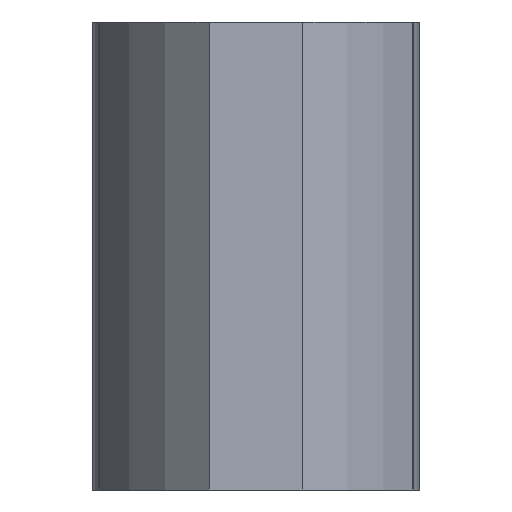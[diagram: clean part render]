
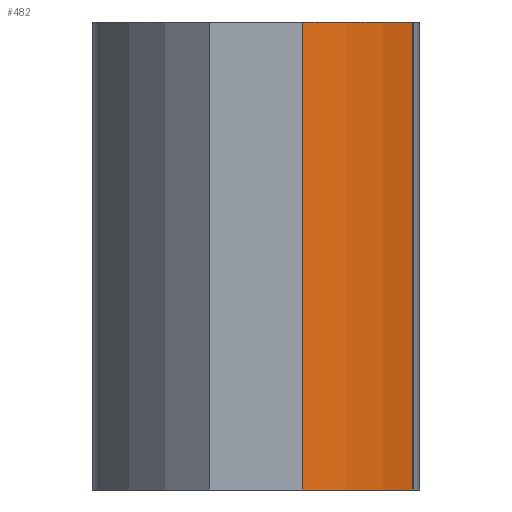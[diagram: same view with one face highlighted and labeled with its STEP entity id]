
A CAD part, front view. The second image highlights one B-rep face of the part: STEP entity #482.
In plain terms, the highlighted cylindrical face has radius 15 mm (diameter 30 mm), a partial arc.
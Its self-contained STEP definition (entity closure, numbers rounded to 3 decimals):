
#76 = CIRCLE ( 'NONE', #838, 15. ) ;
#80 = CARTESIAN_POINT ( 'NONE',  ( 6.686, -25.213, 0. ) ) ;
#82 = VERTEX_POINT ( 'NONE', #607 ) ;
#112 = ORIENTED_EDGE ( 'NONE', *, *, #180, .T. ) ;
#124 = ORIENTED_EDGE ( 'NONE', *, *, #287, .T. ) ;
#132 = EDGE_CURVE ( 'NONE', #827, #1194, #334, .T. ) ;
#150 = DIRECTION ( 'NONE',  ( 1., 0., 0. ) ) ;
#180 = EDGE_CURVE ( 'NONE', #1194, #82, #191, .T. ) ;
#191 = LINE ( 'NONE', #866, #1255 ) ;
#193 = CARTESIAN_POINT ( 'NONE',  ( -6.879, -18.81, 0. ) ) ;
#260 = DIRECTION ( 'NONE',  ( 0., 0., -1. ) ) ;
#287 = EDGE_CURVE ( 'NONE', #82, #394, #76, .T. ) ;
#313 = CARTESIAN_POINT ( 'NONE',  ( 2., -30.9, 0. ) ) ;
#334 = CIRCLE ( 'NONE', #468, 15. ) ;
#388 = FACE_OUTER_BOUND ( 'NONE', #810, .T. ) ;
#394 = VERTEX_POINT ( 'NONE', #883 ) ;
#416 = EDGE_CURVE ( 'NONE', #827, #394, #1080, .T. ) ;
#446 = CARTESIAN_POINT ( 'NONE',  ( -6.879, -18.81, -20. ) ) ;
#449 = DIRECTION ( 'NONE',  ( 0., 0., -1. ) ) ;
#468 = AXIS2_PLACEMENT_3D ( 'NONE', #1268, #449, #556 ) ;
#476 = ORIENTED_EDGE ( 'NONE', *, *, #132, .T. ) ;
#478 = ORIENTED_EDGE ( 'NONE', *, *, #416, .F. ) ;
#482 = ADVANCED_FACE ( 'NONE', ( #388 ), #885, .T. ) ;
#525 = CARTESIAN_POINT ( 'NONE',  ( 6.686, -25.213, 0. ) ) ;
#556 = DIRECTION ( 'NONE',  ( 1., 0., 0. ) ) ;
#607 = CARTESIAN_POINT ( 'NONE',  ( 2., -30.9, -20. ) ) ;
#748 = DIRECTION ( 'NONE',  ( 0., 0., 1. ) ) ;
#803 = VECTOR ( 'NONE', #1171, 1000. ) ;
#810 = EDGE_LOOP ( 'NONE', ( #124, #478, #476, #112 ) ) ;
#827 = VERTEX_POINT ( 'NONE', #525 ) ;
#838 = AXIS2_PLACEMENT_3D ( 'NONE', #446, #748, #150 ) ;
#866 = CARTESIAN_POINT ( 'NONE',  ( 2., -30.9, 0. ) ) ;
#883 = CARTESIAN_POINT ( 'NONE',  ( 6.686, -25.213, -20. ) ) ;
#885 = CYLINDRICAL_SURFACE ( 'NONE', #1020, 15. ) ;
#1020 = AXIS2_PLACEMENT_3D ( 'NONE', #193, #1288, #1188 ) ;
#1080 = LINE ( 'NONE', #80, #803 ) ;
#1171 = DIRECTION ( 'NONE',  ( 0., 0., -1. ) ) ;
#1188 = DIRECTION ( 'NONE',  ( 1., 0., 0. ) ) ;
#1194 = VERTEX_POINT ( 'NONE', #313 ) ;
#1255 = VECTOR ( 'NONE', #260, 1000. ) ;
#1268 = CARTESIAN_POINT ( 'NONE',  ( -6.879, -18.81, 0. ) ) ;
#1288 = DIRECTION ( 'NONE',  ( 0., 0., 1. ) ) ;
